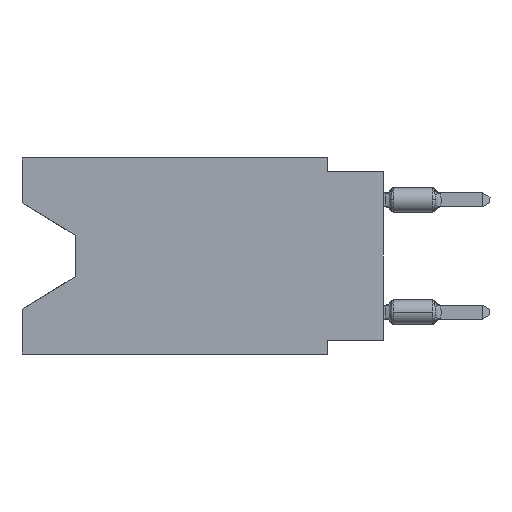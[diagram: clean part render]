
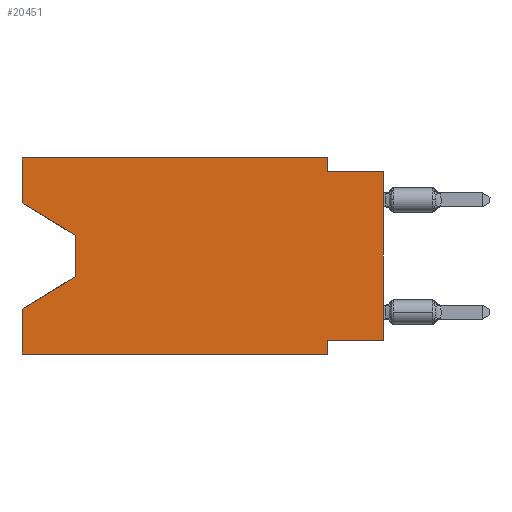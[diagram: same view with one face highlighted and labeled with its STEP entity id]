
A CAD part, left-side view. The second image highlights one B-rep face of the part: STEP entity #20451.
In plain terms, the highlighted planar face has unit normal (-1, 0, 0).
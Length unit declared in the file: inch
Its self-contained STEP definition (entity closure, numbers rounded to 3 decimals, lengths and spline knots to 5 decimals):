
#408 = DIRECTION ( 'NONE',  ( 0., 0., -1. ) ) ;
#961 = EDGE_CURVE ( 'NONE', #14715, #17277, #12019, .T. ) ;
#1078 = VECTOR ( 'NONE', #26128, 39.37008 ) ;
#1257 = DIRECTION ( 'NONE',  ( 0., -1., 0. ) ) ;
#1646 = ORIENTED_EDGE ( 'NONE', *, *, #19579, .T. ) ;
#1679 = LINE ( 'NONE', #17535, #2836 ) ;
#1786 = CARTESIAN_POINT ( 'NONE',  ( 0., 0.645, 0. ) ) ;
#1892 = EDGE_CURVE ( 'NONE', #25017, #9616, #17561, .T. ) ;
#1894 = LINE ( 'NONE', #18150, #21759 ) ;
#1954 = ORIENTED_EDGE ( 'NONE', *, *, #5237, .T. ) ;
#2011 = CARTESIAN_POINT ( 'NONE',  ( 0., 0.645, 0. ) ) ;
#2236 = DIRECTION ( 'NONE',  ( 0., 0., -1. ) ) ;
#2507 = EDGE_CURVE ( 'NONE', #9616, #14715, #18357, .T. ) ;
#2539 = CARTESIAN_POINT ( 'NONE',  ( 0., 0.1, -0.025 ) ) ;
#2721 = CARTESIAN_POINT ( 'NONE',  ( 0., 0.645, -0.35 ) ) ;
#2836 = VECTOR ( 'NONE', #7672, 39.37008 ) ;
#3275 = LINE ( 'NONE', #19509, #11736 ) ;
#3325 = CARTESIAN_POINT ( 'NONE',  ( 0., 0.645, -0.08025 ) ) ;
#3644 = CARTESIAN_POINT ( 'NONE',  ( 0., 0., -0.025 ) ) ;
#3740 = VECTOR ( 'NONE', #16322, 39.37008 ) ;
#4517 = DIRECTION ( 'NONE',  ( 0., -0.855, -0.519 ) ) ;
#4534 = DIRECTION ( 'NONE',  ( 1., 0., 0. ) ) ;
#4798 = LINE ( 'NONE', #4925, #16969 ) ;
#4925 = CARTESIAN_POINT ( 'NONE',  ( 0., 0., -0.325 ) ) ;
#4953 = AXIS2_PLACEMENT_3D ( 'NONE', #2011, #4534, #408 ) ;
#5222 = VECTOR ( 'NONE', #17603, 39.37008 ) ;
#5237 = EDGE_CURVE ( 'NONE', #13952, #11257, #3275, .T. ) ;
#5265 = EDGE_CURVE ( 'NONE', #13952, #10917, #13903, .T. ) ;
#5957 = CARTESIAN_POINT ( 'NONE',  ( 0., 0., -0.325 ) ) ;
#5967 = CARTESIAN_POINT ( 'NONE',  ( 0., 0.55, -0.138 ) ) ;
#6073 = ORIENTED_EDGE ( 'NONE', *, *, #11854, .F. ) ;
#6653 = VECTOR ( 'NONE', #11109, 39.37008 ) ;
#7420 = VERTEX_POINT ( 'NONE', #25268 ) ;
#7625 = ORIENTED_EDGE ( 'NONE', *, *, #21173, .T. ) ;
#7672 = DIRECTION ( 'NONE',  ( 0., 0.855, -0.519 ) ) ;
#8205 = CARTESIAN_POINT ( 'NONE',  ( 0., 0.1, -0.35 ) ) ;
#8226 = CARTESIAN_POINT ( 'NONE',  ( 0., 0.1, 0. ) ) ;
#8990 = ORIENTED_EDGE ( 'NONE', *, *, #9469, .F. ) ;
#9244 = VERTEX_POINT ( 'NONE', #16484 ) ;
#9392 = VERTEX_POINT ( 'NONE', #5957 ) ;
#9469 = EDGE_CURVE ( 'NONE', #9244, #11257, #16709, .T. ) ;
#9616 = VERTEX_POINT ( 'NONE', #21244 ) ;
#9738 = CARTESIAN_POINT ( 'NONE',  ( 0., 0.645, -0.26975 ) ) ;
#10167 = ORIENTED_EDGE ( 'NONE', *, *, #23643, .T. ) ;
#10917 = VERTEX_POINT ( 'NONE', #9738 ) ;
#11109 = DIRECTION ( 'NONE',  ( 0., 0., -1. ) ) ;
#11257 = VERTEX_POINT ( 'NONE', #23144 ) ;
#11736 = VECTOR ( 'NONE', #1257, 39.37008 ) ;
#11854 = EDGE_CURVE ( 'NONE', #17521, #25017, #1894, .T. ) ;
#11888 = LINE ( 'NONE', #19478, #5222 ) ;
#12019 = LINE ( 'NONE', #3644, #23997 ) ;
#12602 = EDGE_LOOP ( 'NONE', ( #10167, #21238, #7625, #15533, #1954, #8990, #22796, #1646, #20597, #24951, #25239, #6073 ) ) ;
#13488 = VECTOR ( 'NONE', #4517, 39.37008 ) ;
#13854 = EDGE_CURVE ( 'NONE', #25357, #7420, #16824, .T. ) ;
#13903 = LINE ( 'NONE', #1786, #1078 ) ;
#13952 = VERTEX_POINT ( 'NONE', #2721 ) ;
#14132 = DIRECTION ( 'NONE',  ( 0., -1., 0. ) ) ;
#14500 = DIRECTION ( 'NONE',  ( 0., 1., 0. ) ) ;
#14715 = VERTEX_POINT ( 'NONE', #2539 ) ;
#15533 = ORIENTED_EDGE ( 'NONE', *, *, #5265, .F. ) ;
#16008 = DIRECTION ( 'NONE',  ( 0., 0., 1. ) ) ;
#16099 = CARTESIAN_POINT ( 'NONE',  ( 0., 0.645, -0.08025 ) ) ;
#16156 = VECTOR ( 'NONE', #2236, 39.37008 ) ;
#16322 = DIRECTION ( 'NONE',  ( 0., 0., -1. ) ) ;
#16484 = CARTESIAN_POINT ( 'NONE',  ( 0., 0.1, -0.325 ) ) ;
#16507 = FACE_OUTER_BOUND ( 'NONE', #12602, .T. ) ;
#16709 = LINE ( 'NONE', #8205, #3740 ) ;
#16824 = LINE ( 'NONE', #18965, #6653 ) ;
#16969 = VECTOR ( 'NONE', #14500, 39.37008 ) ;
#17277 = VERTEX_POINT ( 'NONE', #18376 ) ;
#17521 = VERTEX_POINT ( 'NONE', #3325 ) ;
#17535 = CARTESIAN_POINT ( 'NONE',  ( 0., 0.55, -0.212 ) ) ;
#17561 = LINE ( 'NONE', #20609, #21821 ) ;
#17603 = DIRECTION ( 'NONE',  ( 0., 0., 1. ) ) ;
#18150 = CARTESIAN_POINT ( 'NONE',  ( 0., 0.645, 0. ) ) ;
#18348 = DIRECTION ( 'NONE',  ( 0., -1., 0. ) ) ;
#18357 = LINE ( 'NONE', #8226, #16156 ) ;
#18376 = CARTESIAN_POINT ( 'NONE',  ( 0., 0., -0.025 ) ) ;
#18965 = CARTESIAN_POINT ( 'NONE',  ( 0., 0.55, -0.138 ) ) ;
#19478 = CARTESIAN_POINT ( 'NONE',  ( 0., 0., 0. ) ) ;
#19509 = CARTESIAN_POINT ( 'NONE',  ( 0., 0.645, -0.35 ) ) ;
#19579 = EDGE_CURVE ( 'NONE', #9392, #17277, #11888, .T. ) ;
#20383 = CARTESIAN_POINT ( 'NONE',  ( 0., 0.645, 0. ) ) ;
#20451 = ADVANCED_FACE ( 'NONE', ( #16507 ), #24488, .F. ) ;
#20597 = ORIENTED_EDGE ( 'NONE', *, *, #961, .F. ) ;
#20609 = CARTESIAN_POINT ( 'NONE',  ( 0., 0.645, 0. ) ) ;
#21173 = EDGE_CURVE ( 'NONE', #7420, #10917, #1679, .T. ) ;
#21238 = ORIENTED_EDGE ( 'NONE', *, *, #13854, .T. ) ;
#21244 = CARTESIAN_POINT ( 'NONE',  ( 0., 0.1, 0. ) ) ;
#21759 = VECTOR ( 'NONE', #16008, 39.37008 ) ;
#21821 = VECTOR ( 'NONE', #18348, 39.37008 ) ;
#22796 = ORIENTED_EDGE ( 'NONE', *, *, #25862, .F. ) ;
#23144 = CARTESIAN_POINT ( 'NONE',  ( 0., 0.1, -0.35 ) ) ;
#23643 = EDGE_CURVE ( 'NONE', #17521, #25357, #24837, .T. ) ;
#23997 = VECTOR ( 'NONE', #14132, 39.37008 ) ;
#24488 = PLANE ( 'NONE',  #4953 ) ;
#24837 = LINE ( 'NONE', #16099, #13488 ) ;
#24951 = ORIENTED_EDGE ( 'NONE', *, *, #2507, .F. ) ;
#25017 = VERTEX_POINT ( 'NONE', #20383 ) ;
#25239 = ORIENTED_EDGE ( 'NONE', *, *, #1892, .F. ) ;
#25268 = CARTESIAN_POINT ( 'NONE',  ( 0., 0.55, -0.212 ) ) ;
#25357 = VERTEX_POINT ( 'NONE', #5967 ) ;
#25862 = EDGE_CURVE ( 'NONE', #9392, #9244, #4798, .T. ) ;
#26128 = DIRECTION ( 'NONE',  ( 0., 0., 1. ) ) ;
